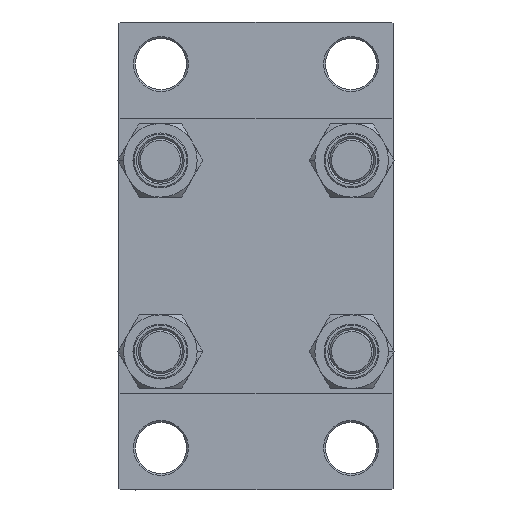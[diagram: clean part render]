
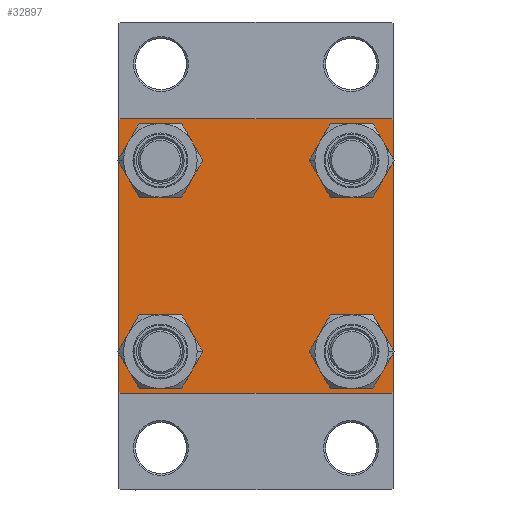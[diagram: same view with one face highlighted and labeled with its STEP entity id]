
A CAD part, left-side view. The second image highlights one B-rep face of the part: STEP entity #32897.
In plain terms, the highlighted planar face has unit normal (-1, 0, 0).
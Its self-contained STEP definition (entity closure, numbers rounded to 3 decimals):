
#215 = CIRCLE ( 'NONE', #6344, 6.5 ) ;
#515 = ORIENTED_EDGE ( 'NONE', *, *, #8334, .T. ) ;
#1170 = LINE ( 'NONE', #37877, #2138 ) ;
#1853 = VERTEX_POINT ( 'NONE', #19394 ) ;
#2138 = VECTOR ( 'NONE', #34030, 1000. ) ;
#2398 = DIRECTION ( 'NONE',  ( 1., 0., 0. ) ) ;
#2958 = DIRECTION ( 'NONE',  ( 0., 0.707, 0.707 ) ) ;
#3138 = DIRECTION ( 'NONE',  ( 1., 0., 0. ) ) ;
#3501 = CARTESIAN_POINT ( 'NONE',  ( 0., -26.15, -26.15 ) ) ;
#3816 = EDGE_CURVE ( 'NONE', #32366, #40631, #18944, .T. ) ;
#3872 = EDGE_CURVE ( 'NONE', #38586, #35440, #39075, .T. ) ;
#4125 = EDGE_LOOP ( 'NONE', ( #24461, #37297 ) ) ;
#4257 = CARTESIAN_POINT ( 'NONE',  ( 0., 0., 0. ) ) ;
#4457 = EDGE_LOOP ( 'NONE', ( #515, #37607 ) ) ;
#4500 = DIRECTION ( 'NONE',  ( 0., 0., 1. ) ) ;
#4989 = CIRCLE ( 'NONE', #28723, 6.5 ) ;
#5475 = EDGE_CURVE ( 'NONE', #44072, #24469, #4989, .T. ) ;
#5605 = CARTESIAN_POINT ( 'NONE',  ( 0., -37.5, 37.5 ) ) ;
#5728 = AXIS2_PLACEMENT_3D ( 'NONE', #39363, #3138, #46310 ) ;
#5830 = CARTESIAN_POINT ( 'NONE',  ( 0., 37.5, 37.5 ) ) ;
#6019 = DIRECTION ( 'NONE',  ( 0., 0., 1. ) ) ;
#6344 = AXIS2_PLACEMENT_3D ( 'NONE', #24252, #13209, #27845 ) ;
#6438 = VERTEX_POINT ( 'NONE', #35977 ) ;
#6493 = VERTEX_POINT ( 'NONE', #14589 ) ;
#7249 = ORIENTED_EDGE ( 'NONE', *, *, #16868, .F. ) ;
#7567 = DIRECTION ( 'NONE',  ( 0., -0.707, 0.707 ) ) ;
#8175 = DIRECTION ( 'NONE',  ( 0., -1., 0. ) ) ;
#8216 = CARTESIAN_POINT ( 'NONE',  ( 0., 37., -37.5 ) ) ;
#8334 = EDGE_CURVE ( 'NONE', #36650, #36214, #37940, .T. ) ;
#9400 = VECTOR ( 'NONE', #9404, 1000. ) ;
#9404 = DIRECTION ( 'NONE',  ( 0., -1., 0. ) ) ;
#9842 = CARTESIAN_POINT ( 'NONE',  ( 0., -26.15, 26.15 ) ) ;
#10182 = VERTEX_POINT ( 'NONE', #37287 ) ;
#10240 = CIRCLE ( 'NONE', #40096, 6.5 ) ;
#11102 = CARTESIAN_POINT ( 'NONE',  ( 0., -37.5, 37. ) ) ;
#12163 = EDGE_LOOP ( 'NONE', ( #41412, #32857 ) ) ;
#12501 = EDGE_CURVE ( 'NONE', #14728, #6493, #13842, .T. ) ;
#12691 = AXIS2_PLACEMENT_3D ( 'NONE', #3501, #33466, #36604 ) ;
#13209 = DIRECTION ( 'NONE',  ( 1., 0., 0. ) ) ;
#13219 = VECTOR ( 'NONE', #19516, 1000. ) ;
#13231 = DIRECTION ( 'NONE',  ( 0., 0., 1. ) ) ;
#13474 = LINE ( 'NONE', #5830, #9400 ) ;
#13842 = CIRCLE ( 'NONE', #24570, 6.5 ) ;
#14154 = EDGE_CURVE ( 'NONE', #1853, #41422, #37708, .T. ) ;
#14191 = CARTESIAN_POINT ( 'NONE',  ( 0., -26.15, 26.15 ) ) ;
#14217 = CIRCLE ( 'NONE', #12691, 6.5 ) ;
#14589 = CARTESIAN_POINT ( 'NONE',  ( 0., -26.15, -32.65 ) ) ;
#14728 = VERTEX_POINT ( 'NONE', #45478 ) ;
#14793 = ORIENTED_EDGE ( 'NONE', *, *, #27289, .T. ) ;
#16073 = DIRECTION ( 'NONE',  ( 1., 0., 0. ) ) ;
#16542 = CARTESIAN_POINT ( 'NONE',  ( 0., 26.15, -26.15 ) ) ;
#16606 = DIRECTION ( 'NONE',  ( 1., 0., 0. ) ) ;
#16626 = DIRECTION ( 'NONE',  ( 0., 0., -1. ) ) ;
#16868 = EDGE_CURVE ( 'NONE', #38586, #6438, #13474, .T. ) ;
#17677 = ORIENTED_EDGE ( 'NONE', *, *, #3816, .T. ) ;
#17694 = DIRECTION ( 'NONE',  ( 0., 0.707, -0.707 ) ) ;
#18385 = FACE_BOUND ( 'NONE', #12163, .T. ) ;
#18821 = CARTESIAN_POINT ( 'NONE',  ( 0., -37.5, -37. ) ) ;
#18944 = LINE ( 'NONE', #41020, #30203 ) ;
#19120 = CARTESIAN_POINT ( 'NONE',  ( 0., 26.15, -19.65 ) ) ;
#19394 = CARTESIAN_POINT ( 'NONE',  ( 0., -26.15, 19.65 ) ) ;
#19516 = DIRECTION ( 'NONE',  ( 0., 0., -1. ) ) ;
#20376 = EDGE_CURVE ( 'NONE', #35440, #10182, #40871, .T. ) ;
#20504 = AXIS2_PLACEMENT_3D ( 'NONE', #4257, #33029, #4500 ) ;
#21461 = CARTESIAN_POINT ( 'NONE',  ( 0., -26.15, 32.65 ) ) ;
#21987 = FACE_BOUND ( 'NONE', #4125, .T. ) ;
#22387 = CARTESIAN_POINT ( 'NONE',  ( 0., -37., -37.5 ) ) ;
#22407 = ORIENTED_EDGE ( 'NONE', *, *, #36376, .T. ) ;
#22745 = VECTOR ( 'NONE', #2958, 1000. ) ;
#24224 = ORIENTED_EDGE ( 'NONE', *, *, #12501, .T. ) ;
#24252 = CARTESIAN_POINT ( 'NONE',  ( 0., 26.15, 26.15 ) ) ;
#24461 = ORIENTED_EDGE ( 'NONE', *, *, #5475, .T. ) ;
#24469 = VERTEX_POINT ( 'NONE', #36571 ) ;
#24570 = AXIS2_PLACEMENT_3D ( 'NONE', #30726, #34573, #27132 ) ;
#26317 = FACE_BOUND ( 'NONE', #29994, .T. ) ;
#26945 = AXIS2_PLACEMENT_3D ( 'NONE', #9842, #2398, #6019 ) ;
#27132 = DIRECTION ( 'NONE',  ( 0., 0., 1. ) ) ;
#27289 = EDGE_CURVE ( 'NONE', #6493, #14728, #14217, .T. ) ;
#27845 = DIRECTION ( 'NONE',  ( 0., 0., 1. ) ) ;
#28059 = ORIENTED_EDGE ( 'NONE', *, *, #39686, .F. ) ;
#28260 = VERTEX_POINT ( 'NONE', #11102 ) ;
#28723 = AXIS2_PLACEMENT_3D ( 'NONE', #16542, #16073, #46032 ) ;
#28819 = DIRECTION ( 'NONE',  ( 1., 0., 0. ) ) ;
#29116 = CARTESIAN_POINT ( 'NONE',  ( 0., 37., 37.5 ) ) ;
#29308 = LINE ( 'NONE', #43477, #22745 ) ;
#29338 = CARTESIAN_POINT ( 'NONE',  ( 0., 26.15, 32.65 ) ) ;
#29604 = VECTOR ( 'NONE', #7567, 1000. ) ;
#29724 = EDGE_LOOP ( 'NONE', ( #39169, #22407, #17677, #41925, #28059, #30326, #7249, #38563 ) ) ;
#29896 = FACE_BOUND ( 'NONE', #4457, .T. ) ;
#29994 = EDGE_LOOP ( 'NONE', ( #24224, #14793 ) ) ;
#30203 = VECTOR ( 'NONE', #8175, 1000. ) ;
#30326 = ORIENTED_EDGE ( 'NONE', *, *, #31387, .T. ) ;
#30560 = AXIS2_PLACEMENT_3D ( 'NONE', #14191, #28819, #43445 ) ;
#30726 = CARTESIAN_POINT ( 'NONE',  ( 0., -26.15, -26.15 ) ) ;
#31250 = CARTESIAN_POINT ( 'NONE',  ( 0., 26.15, -26.15 ) ) ;
#31387 = EDGE_CURVE ( 'NONE', #28260, #6438, #29308, .T. ) ;
#32164 = CARTESIAN_POINT ( 'NONE',  ( 0., 37.5, 37. ) ) ;
#32366 = VERTEX_POINT ( 'NONE', #8216 ) ;
#32857 = ORIENTED_EDGE ( 'NONE', *, *, #14154, .T. ) ;
#32897 = ADVANCED_FACE ( 'NONE', ( #18385, #26317, #21987, #29896, #36655 ), #37127, .T. ) ;
#33029 = DIRECTION ( 'NONE',  ( -1., 0., 0. ) ) ;
#33185 = CARTESIAN_POINT ( 'NONE',  ( 0., 37.5, 37.5 ) ) ;
#33466 = DIRECTION ( 'NONE',  ( 1., 0., 0. ) ) ;
#34030 = DIRECTION ( 'NONE',  ( 0., -0.707, -0.707 ) ) ;
#34050 = EDGE_CURVE ( 'NONE', #40631, #44320, #40656, .T. ) ;
#34573 = DIRECTION ( 'NONE',  ( 1., 0., 0. ) ) ;
#35440 = VERTEX_POINT ( 'NONE', #32164 ) ;
#35977 = CARTESIAN_POINT ( 'NONE',  ( 0., -37., 37.5 ) ) ;
#35978 = VECTOR ( 'NONE', #16626, 1000. ) ;
#36214 = VERTEX_POINT ( 'NONE', #39318 ) ;
#36376 = EDGE_CURVE ( 'NONE', #10182, #32366, #1170, .T. ) ;
#36571 = CARTESIAN_POINT ( 'NONE',  ( 0., 26.15, -32.65 ) ) ;
#36604 = DIRECTION ( 'NONE',  ( 0., 0., 1. ) ) ;
#36650 = VERTEX_POINT ( 'NONE', #29338 ) ;
#36655 = FACE_OUTER_BOUND ( 'NONE', #29724, .T. ) ;
#37127 = PLANE ( 'NONE',  #20504 ) ;
#37287 = CARTESIAN_POINT ( 'NONE',  ( 0., 37.5, -37. ) ) ;
#37297 = ORIENTED_EDGE ( 'NONE', *, *, #42968, .T. ) ;
#37607 = ORIENTED_EDGE ( 'NONE', *, *, #41080, .T. ) ;
#37708 = CIRCLE ( 'NONE', #26945, 6.5 ) ;
#37877 = CARTESIAN_POINT ( 'NONE',  ( 0., 37.25, -37.25 ) ) ;
#37940 = CIRCLE ( 'NONE', #5728, 6.5 ) ;
#38247 = EDGE_CURVE ( 'NONE', #41422, #1853, #43553, .T. ) ;
#38472 = LINE ( 'NONE', #5605, #35978 ) ;
#38563 = ORIENTED_EDGE ( 'NONE', *, *, #3872, .T. ) ;
#38586 = VERTEX_POINT ( 'NONE', #29116 ) ;
#39075 = LINE ( 'NONE', #42892, #43981 ) ;
#39169 = ORIENTED_EDGE ( 'NONE', *, *, #20376, .T. ) ;
#39318 = CARTESIAN_POINT ( 'NONE',  ( 0., 26.15, 19.65 ) ) ;
#39363 = CARTESIAN_POINT ( 'NONE',  ( 0., 26.15, 26.15 ) ) ;
#39686 = EDGE_CURVE ( 'NONE', #28260, #44320, #38472, .T. ) ;
#40096 = AXIS2_PLACEMENT_3D ( 'NONE', #31250, #16606, #13231 ) ;
#40425 = CARTESIAN_POINT ( 'NONE',  ( 0., -37.25, -37.25 ) ) ;
#40631 = VERTEX_POINT ( 'NONE', #22387 ) ;
#40656 = LINE ( 'NONE', #40425, #29604 ) ;
#40871 = LINE ( 'NONE', #33185, #13219 ) ;
#41020 = CARTESIAN_POINT ( 'NONE',  ( 0., 37.5, -37.5 ) ) ;
#41080 = EDGE_CURVE ( 'NONE', #36214, #36650, #215, .T. ) ;
#41412 = ORIENTED_EDGE ( 'NONE', *, *, #38247, .T. ) ;
#41422 = VERTEX_POINT ( 'NONE', #21461 ) ;
#41925 = ORIENTED_EDGE ( 'NONE', *, *, #34050, .T. ) ;
#42892 = CARTESIAN_POINT ( 'NONE',  ( 0., 37.25, 37.25 ) ) ;
#42968 = EDGE_CURVE ( 'NONE', #24469, #44072, #10240, .T. ) ;
#43445 = DIRECTION ( 'NONE',  ( 0., 0., 1. ) ) ;
#43477 = CARTESIAN_POINT ( 'NONE',  ( 0., -37.25, 37.25 ) ) ;
#43553 = CIRCLE ( 'NONE', #30560, 6.5 ) ;
#43981 = VECTOR ( 'NONE', #17694, 1000. ) ;
#44072 = VERTEX_POINT ( 'NONE', #19120 ) ;
#44320 = VERTEX_POINT ( 'NONE', #18821 ) ;
#45478 = CARTESIAN_POINT ( 'NONE',  ( 0., -26.15, -19.65 ) ) ;
#46032 = DIRECTION ( 'NONE',  ( 0., 0., 1. ) ) ;
#46310 = DIRECTION ( 'NONE',  ( 0., 0., 1. ) ) ;
